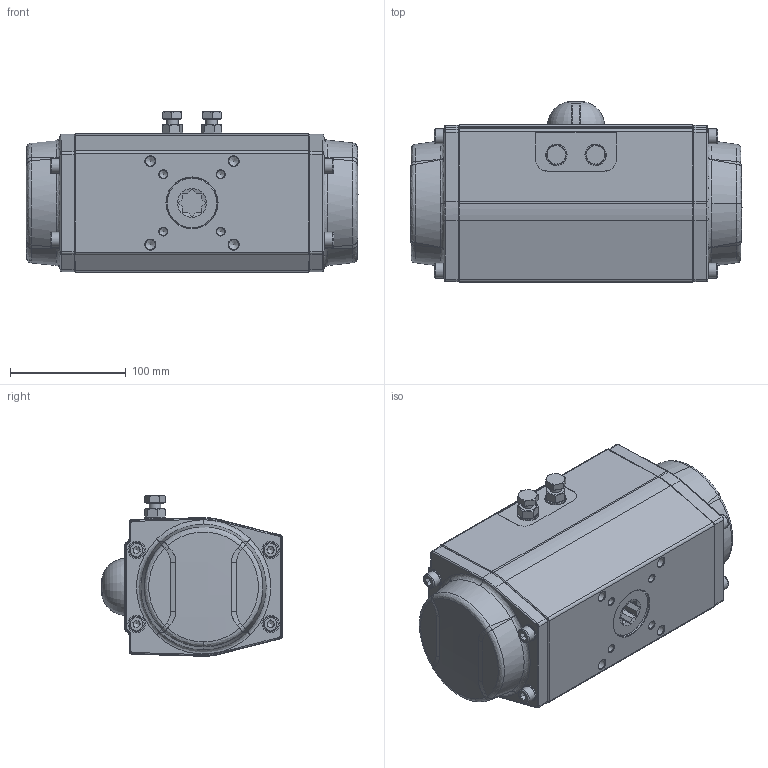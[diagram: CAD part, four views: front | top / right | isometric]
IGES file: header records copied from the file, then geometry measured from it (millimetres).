
Global section: file name: GTEA-110 actuator - 3D Solid model drawings for CAD systems.igs; native system: By Siemens PLM Incorporated; preprocessor: XPlus GENERIC/IGES 26.1.183; author: Xiaofan Zhang; organization: Rotork; date: 20260211.091037; units: millimetre
Bounding box: 287.19 x 156.05 x 138.9 mm (x, y, z)
Surface area: 251112.2 mm2 (no closed solid volume)
Topology: 0 solids, 0 shells, 614 faces, 3036 edges, 2923 vertices
Faces by surface type: revolution 327, extrusion 283, bspline 4
